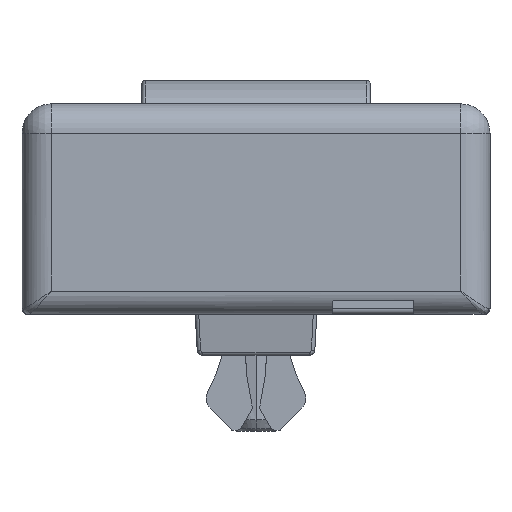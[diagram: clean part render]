
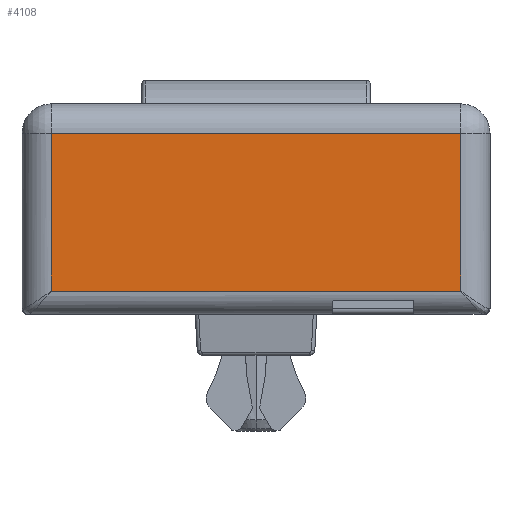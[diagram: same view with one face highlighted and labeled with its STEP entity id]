
A CAD part, left-side view. The second image highlights one B-rep face of the part: STEP entity #4108.
In plain terms, the highlighted planar face has unit normal (-1, 0, 0).
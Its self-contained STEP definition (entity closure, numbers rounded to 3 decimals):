
#1231 = VERTEX_POINT ( 'NONE', #17948 ) ;
#1745 = DIRECTION ( 'NONE',  ( 0., 0., 1. ) ) ;
#2325 = ORIENTED_EDGE ( 'NONE', *, *, #20245, .F. ) ;
#2697 = FACE_OUTER_BOUND ( 'NONE', #14858, .T. ) ;
#3138 = DIRECTION ( 'NONE',  ( 1., 0., 0. ) ) ;
#3735 = DIRECTION ( 'NONE',  ( 0., 1., 0. ) ) ;
#4108 = ADVANCED_FACE ( 'NONE', ( #2697 ), #17726, .F. ) ;
#4489 = CARTESIAN_POINT ( 'NONE',  ( -40., 17.5, 16. ) ) ;
#4490 = VERTEX_POINT ( 'NONE', #5947 ) ;
#4827 = VECTOR ( 'NONE', #17302, 1000. ) ;
#5947 = CARTESIAN_POINT ( 'NONE',  ( -40., 17.5, 0. ) ) ;
#7110 = CARTESIAN_POINT ( 'NONE',  ( -40., 17.5, 13.5 ) ) ;
#8518 = CARTESIAN_POINT ( 'NONE',  ( -40., -17.5, 0. ) ) ;
#8864 = VECTOR ( 'NONE', #1745, 1000. ) ;
#9702 = LINE ( 'NONE', #4489, #4827 ) ;
#10579 = LINE ( 'NONE', #14687, #20297 ) ;
#12274 = LINE ( 'NONE', #14107, #12846 ) ;
#12846 = VECTOR ( 'NONE', #23221, 1000. ) ;
#14107 = CARTESIAN_POINT ( 'NONE',  ( -40., -20., 0. ) ) ;
#14687 = CARTESIAN_POINT ( 'NONE',  ( -40., 20., 13.5 ) ) ;
#14694 = ORIENTED_EDGE ( 'NONE', *, *, #20388, .T. ) ;
#14858 = EDGE_LOOP ( 'NONE', ( #2325, #14694, #19325, #16717 ) ) ;
#15963 = DIRECTION ( 'NONE',  ( 0., 1., 0. ) ) ;
#16717 = ORIENTED_EDGE ( 'NONE', *, *, #20584, .T. ) ;
#17302 = DIRECTION ( 'NONE',  ( 0., 0., -1. ) ) ;
#17726 = PLANE ( 'NONE',  #19183 ) ;
#17948 = CARTESIAN_POINT ( 'NONE',  ( -40., -17.5, 13.5 ) ) ;
#19183 = AXIS2_PLACEMENT_3D ( 'NONE', #23212, #3138, #15963 ) ;
#19325 = ORIENTED_EDGE ( 'NONE', *, *, #19897, .T. ) ;
#19683 = VERTEX_POINT ( 'NONE', #8518 ) ;
#19897 = EDGE_CURVE ( 'NONE', #1231, #21887, #10579, .T. ) ;
#20245 = EDGE_CURVE ( 'NONE', #19683, #4490, #12274, .T. ) ;
#20297 = VECTOR ( 'NONE', #3735, 1000. ) ;
#20388 = EDGE_CURVE ( 'NONE', #19683, #1231, #23429, .T. ) ;
#20584 = EDGE_CURVE ( 'NONE', #21887, #4490, #9702, .T. ) ;
#21866 = CARTESIAN_POINT ( 'NONE',  ( -40., -17.5, 16. ) ) ;
#21887 = VERTEX_POINT ( 'NONE', #7110 ) ;
#23212 = CARTESIAN_POINT ( 'NONE',  ( -40., 20., 16. ) ) ;
#23221 = DIRECTION ( 'NONE',  ( 0., 1., 0. ) ) ;
#23429 = LINE ( 'NONE', #21866, #8864 ) ;
